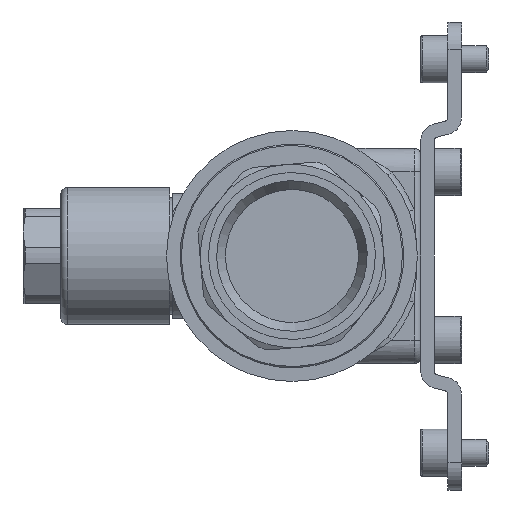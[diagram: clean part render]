
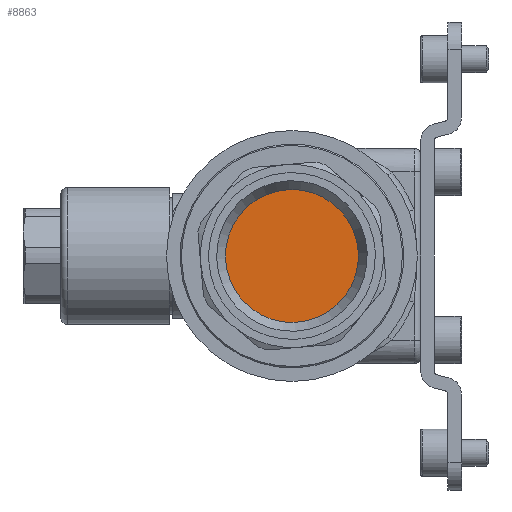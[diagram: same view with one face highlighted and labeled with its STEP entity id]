
A CAD part, left-side view. The second image highlights one B-rep face of the part: STEP entity #8863.
In plain terms, the highlighted planar face has unit normal (-1, 0, 0).
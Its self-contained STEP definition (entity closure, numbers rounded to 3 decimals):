
#1185=FACE_OUTER_BOUND('',#1732,.T.);
#1732=EDGE_LOOP('',(#7826,#7827));
#1940=CIRCLE('',#9157,9.8);
#1941=CIRCLE('',#9158,9.8);
#3483=VERTEX_POINT('',#12236);
#3484=VERTEX_POINT('',#12238);
#4442=EDGE_CURVE('',#3484,#3483,#1940,.T.);
#4443=EDGE_CURVE('',#3483,#3484,#1941,.T.);
#7826=ORIENTED_EDGE('',*,*,#4442,.T.);
#7827=ORIENTED_EDGE('',*,*,#4443,.T.);
#8404=PLANE('',#9559);
#8863=ADVANCED_FACE('',(#1185),#8404,.T.);
#9157=AXIS2_PLACEMENT_3D('',#12239,#10191,#10192);
#9158=AXIS2_PLACEMENT_3D('',#12240,#10193,#10194);
#9559=AXIS2_PLACEMENT_3D('',#25839,#11358,#11359);
#10191=DIRECTION('center_axis',(-1.,0.,0.));
#10192=DIRECTION('ref_axis',(0.,-0.047,
-0.999));
#10193=DIRECTION('center_axis',(-1.,0.,0.));
#10194=DIRECTION('ref_axis',(0.,-0.047,
-0.999));
#11358=DIRECTION('center_axis',(-1.,0.,0.));
#11359=DIRECTION('ref_axis',(0.,-0.302,0.953));
#12236=CARTESIAN_POINT('',(-23.5,0.459,9.789));
#12238=CARTESIAN_POINT('',(-23.5,-0.459,-9.789));
#12239=CARTESIAN_POINT('Origin',(-23.5,0.,0.));
#12240=CARTESIAN_POINT('Origin',(-23.5,0.,0.));
#25839=CARTESIAN_POINT('Origin',(-23.5,0.,0.));
